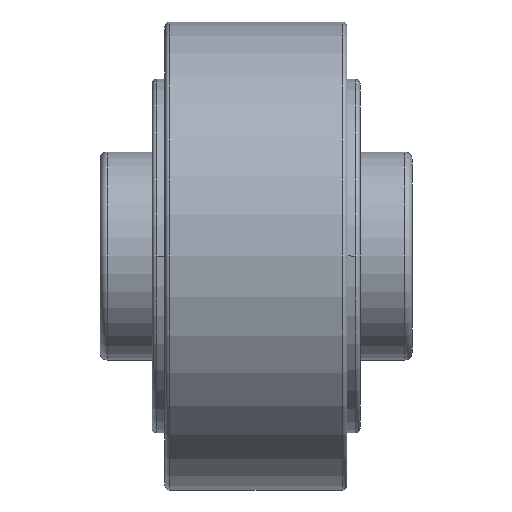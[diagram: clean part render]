
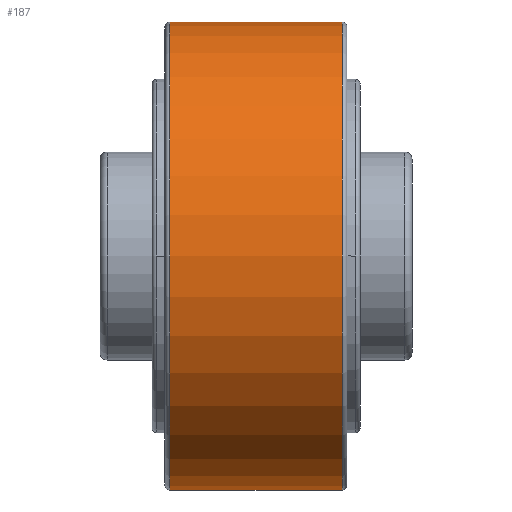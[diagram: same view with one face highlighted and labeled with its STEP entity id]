
A CAD part, front view. The second image highlights one B-rep face of the part: STEP entity #187.
In plain terms, the highlighted cylindrical face has radius 45 mm (diameter 90 mm), a partial arc.
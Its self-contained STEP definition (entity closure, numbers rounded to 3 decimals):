
#187=ADVANCED_FACE('',(#485),#486,.T.);
#485=FACE_OUTER_BOUND('',#815,.T.);
#486=CYLINDRICAL_SURFACE('',#816,45.0);
#815=EDGE_LOOP('',(#1877,#1878,#1879,#1880,#1881,#1882));
#816=AXIS2_PLACEMENT_3D('',#1883,#1884,#1885);
#1877=ORIENTED_EDGE('',*,*,#1999,.T.);
#1878=ORIENTED_EDGE('',*,*,#2306,.F.);
#1879=ORIENTED_EDGE('',*,*,#2305,.F.);
#1880=ORIENTED_EDGE('',*,*,#2001,.T.);
#1881=ORIENTED_EDGE('',*,*,#2302,.T.);
#1882=ORIENTED_EDGE('',*,*,#2301,.T.);
#1883=CARTESIAN_POINT('',(0.0,0.0,0.0));
#1884=DIRECTION('',(1.0,0.0,0.0));
#1885=DIRECTION('',(0.0,0.0,-1.0));
#1999=EDGE_CURVE('',#2489,#2490,#2491,.T.);
#2001=EDGE_CURVE('',#2494,#2492,#2495,.T.);
#2301=EDGE_CURVE('',#2978,#2489,#2979,.T.);
#2302=EDGE_CURVE('',#2492,#2978,#2980,.T.);
#2305=EDGE_CURVE('',#2494,#2984,#2985,.T.);
#2306=EDGE_CURVE('',#2984,#2490,#2986,.T.);
#2489=VERTEX_POINT('',#3058);
#2490=VERTEX_POINT('',#3059);
#2491=LINE('',#3060,#3061);
#2492=VERTEX_POINT('',#3062);
#2494=VERTEX_POINT('',#3064);
#2495=LINE('',#3065,#3066);
#2978=VERTEX_POINT('',#3773);
#2979=CIRCLE('',#3774,45.0);
#2980=CIRCLE('',#3775,45.0);
#2984=VERTEX_POINT('',#3779);
#2985=CIRCLE('',#3780,45.0);
#2986=CIRCLE('',#3781,45.0);
#3058=CARTESIAN_POINT('',(-16.6,0.,-45.0));
#3059=CARTESIAN_POINT('',(16.6,0.,-45.0));
#3060=CARTESIAN_POINT('',(0.0,0.,-45.0));
#3061=VECTOR('',#3897,1.0);
#3062=CARTESIAN_POINT('',(-16.6,0.,45.0));
#3064=CARTESIAN_POINT('',(16.6,0.,45.0));
#3065=CARTESIAN_POINT('',(0.0,0.,45.0));
#3066=VECTOR('',#3901,1.0);
#3773=CARTESIAN_POINT('',(-16.6,-45.0,0.));
#3774=AXIS2_PLACEMENT_3D('',#4536,#4537,#4538);
#3775=AXIS2_PLACEMENT_3D('',#4539,#4540,#4541);
#3779=CARTESIAN_POINT('',(16.6,-45.0,0.0));
#3780=AXIS2_PLACEMENT_3D('',#4548,#4549,#4550);
#3781=AXIS2_PLACEMENT_3D('',#4551,#4552,#4553);
#3897=DIRECTION('',(1.0,0.0,0.0));
#3901=DIRECTION('',(-1.0,-0.0,-0.0));
#4536=CARTESIAN_POINT('',(-16.6,0.,0.));
#4537=DIRECTION('',(1.0,0.0,0.0));
#4538=DIRECTION('',(0.0,0.0,-1.0));
#4539=CARTESIAN_POINT('',(-16.6,0.,0.));
#4540=DIRECTION('',(1.0,0.0,0.0));
#4541=DIRECTION('',(0.0,0.0,-1.0));
#4548=CARTESIAN_POINT('',(16.6,0.,0.0));
#4549=DIRECTION('',(1.0,0.0,0.0));
#4550=DIRECTION('',(0.0,0.0,-1.0));
#4551=CARTESIAN_POINT('',(16.6,0.,0.0));
#4552=DIRECTION('',(1.0,0.0,0.0));
#4553=DIRECTION('',(0.0,0.0,-1.0));
